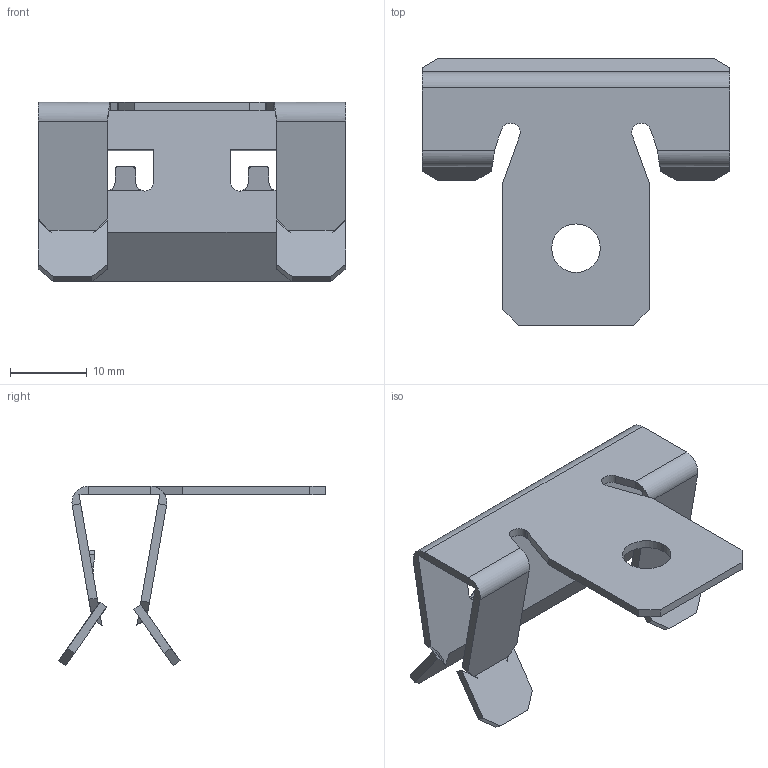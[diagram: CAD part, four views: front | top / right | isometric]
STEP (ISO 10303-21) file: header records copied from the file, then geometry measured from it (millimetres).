
FILE_DESCRIPTION (( 'STEP AP214' ), '1' );
FILE_NAME ('1488263.STEP', '2025-08-14T08:26:42', ( '' ), ( '' ), 'SwSTEP 2.0', 'SolidWorks 2024', '' );
FILE_SCHEMA (( 'AUTOMOTIVE_DESIGN' ));
Length unit declared in the file: millimetre
Products named in the file (1): 1488263
Bounding box: 40 x 34.64 x 23.3 mm (x, y, z)
Volume: 2256.3 mm3; surface area: 4624.5 mm2
Topology: 1 solids, 1 shells, 128 faces, 363 edges, 237 vertices
Faces by surface type: plane 90, cylinder 20, bspline 18
Entity records: 4685 total; most frequent: CARTESIAN_POINT 1530, ORIENTED_EDGE 726, DIRECTION 533, EDGE_CURVE 363, VERTEX_POINT 237, LINE 235, VECTOR 235, AXIS2_PLACEMENT_3D 149
